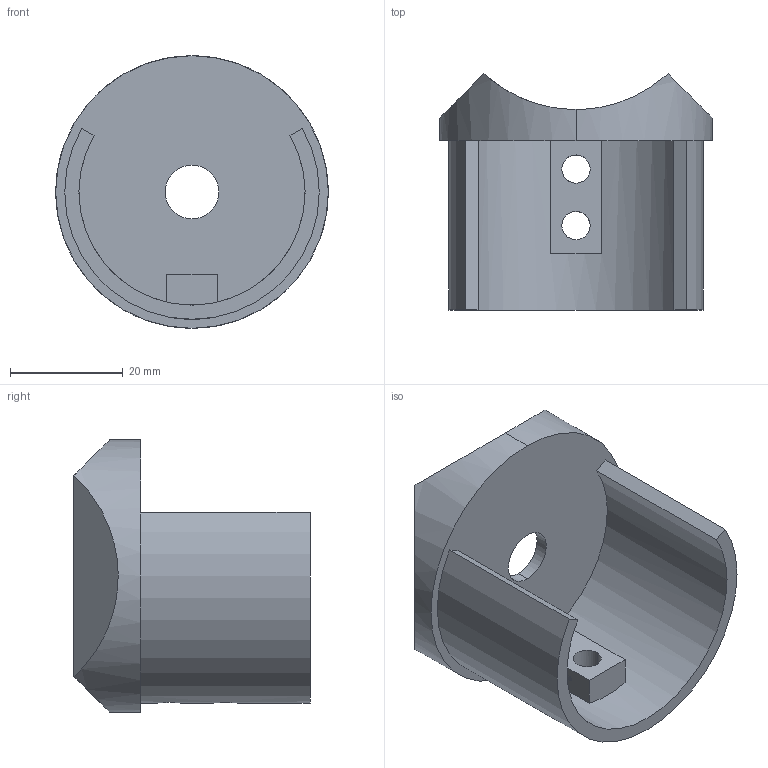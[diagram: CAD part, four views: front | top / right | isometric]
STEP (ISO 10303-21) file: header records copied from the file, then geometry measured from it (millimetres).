
FILE_DESCRIPTION (( 'STEP AP203' ), '1' );
FILE_NAME ('60325-240.STEP', '2017-08-23T06:05:17', ( '' ), ( '' ), 'SwSTEP 2.0', 'SolidWorks 2015', '' );
FILE_SCHEMA (( 'CONFIG_CONTROL_DESIGN' ));
Length unit declared in the file: millimetre
Products named in the file (1): 60325-240
Bounding box: 48.3 x 41.84 x 48.3 mm (x, y, z)
Volume: 17209.2 mm3; surface area: 11449.2 mm2
Topology: 1 solids, 1 shells, 255 faces, 681 edges, 454 vertices
Faces by surface type: plane 132, bspline 109, cylinder 14
Entity records: 14178 total; most frequent: CARTESIAN_POINT 8481, ORIENTED_EDGE 1362, DIRECTION 763, EDGE_CURVE 681, VERTEX_POINT 454, VECTOR 431, LINE 431, EDGE_LOOP 287
